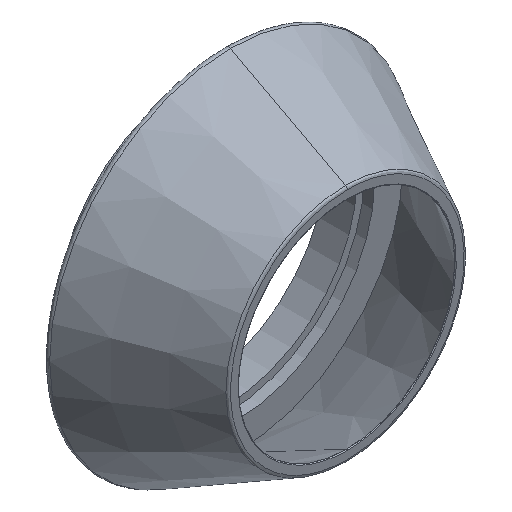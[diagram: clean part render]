
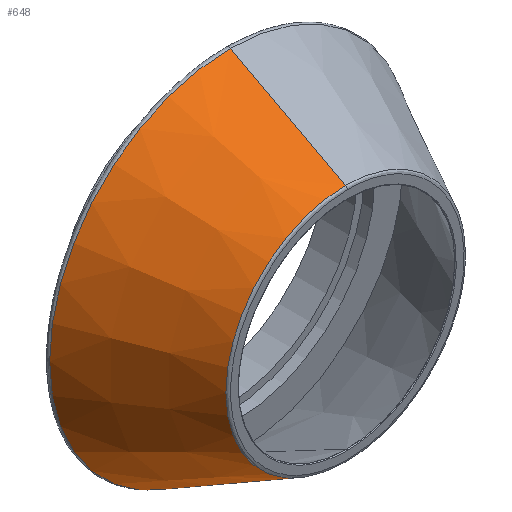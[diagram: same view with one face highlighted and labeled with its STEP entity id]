
A CAD part, isometric view. The second image highlights one B-rep face of the part: STEP entity #648.
In plain terms, the highlighted conical face has half-angle 27.897 degrees and reference radius 56.442 mm.
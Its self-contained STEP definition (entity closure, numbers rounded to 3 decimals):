
#37 = VERTEX_POINT ( 'NONE', #217 ) ;
#64 = DIRECTION ( 'NONE',  ( 0., 1., 0. ) ) ;
#74 = CARTESIAN_POINT ( 'NONE',  ( 0., -2.632, -56.442 ) ) ;
#88 = CARTESIAN_POINT ( 'NONE',  ( 0., -2.632, -56.442 ) ) ;
#128 = CIRCLE ( 'NONE', #1549, 37.384 ) ;
#210 = CARTESIAN_POINT ( 'NONE',  ( 0., -2.632, 0. ) ) ;
#217 = CARTESIAN_POINT ( 'NONE',  ( 0., -38.632, -37.384 ) ) ;
#230 = ORIENTED_EDGE ( 'NONE', *, *, #1151, .F. ) ;
#250 = CONICAL_SURFACE ( 'NONE', #864, 56.442, 0.487 ) ;
#327 = CARTESIAN_POINT ( 'NONE',  ( 0., -2.632, 0. ) ) ;
#459 = DIRECTION ( 'NONE',  ( 0., 0., 1. ) ) ;
#473 = CARTESIAN_POINT ( 'NONE',  ( 0., -2.632, 56.442 ) ) ;
#484 = DIRECTION ( 'NONE',  ( 0., 0.884, -0.468 ) ) ;
#547 = VECTOR ( 'NONE', #1108, 1000. ) ;
#562 = VERTEX_POINT ( 'NONE', #1585 ) ;
#578 = CARTESIAN_POINT ( 'NONE',  ( 0., -38.632, 0. ) ) ;
#638 = VERTEX_POINT ( 'NONE', #74 ) ;
#648 = ADVANCED_FACE ( 'NONE', ( #1047 ), #250, .T. ) ;
#679 = CARTESIAN_POINT ( 'NONE',  ( 0., -38.632, 37.384 ) ) ;
#702 = DIRECTION ( 'NONE',  ( 0., 0., 1. ) ) ;
#784 = EDGE_CURVE ( 'NONE', #1226, #37, #128, .T. ) ;
#860 = VECTOR ( 'NONE', #484, 1000. ) ;
#864 = AXIS2_PLACEMENT_3D ( 'NONE', #210, #64, #973 ) ;
#927 = ORIENTED_EDGE ( 'NONE', *, *, #1182, .T. ) ;
#952 = ORIENTED_EDGE ( 'NONE', *, *, #784, .F. ) ;
#973 = DIRECTION ( 'NONE',  ( 0., 0., 1. ) ) ;
#1047 = FACE_OUTER_BOUND ( 'NONE', #1558, .T. ) ;
#1088 = EDGE_CURVE ( 'NONE', #1226, #562, #1241, .T. ) ;
#1108 = DIRECTION ( 'NONE',  ( 0., 0.884, 0.468 ) ) ;
#1131 = CIRCLE ( 'NONE', #1485, 56.442 ) ;
#1151 = EDGE_CURVE ( 'NONE', #37, #638, #1190, .T. ) ;
#1182 = EDGE_CURVE ( 'NONE', #562, #638, #1131, .T. ) ;
#1190 = LINE ( 'NONE', #88, #860 ) ;
#1223 = DIRECTION ( 'NONE',  ( 0., -1., 0. ) ) ;
#1226 = VERTEX_POINT ( 'NONE', #679 ) ;
#1241 = LINE ( 'NONE', #473, #547 ) ;
#1285 = ORIENTED_EDGE ( 'NONE', *, *, #1088, .T. ) ;
#1455 = DIRECTION ( 'NONE',  ( 0., -1., 0. ) ) ;
#1485 = AXIS2_PLACEMENT_3D ( 'NONE', #327, #1223, #459 ) ;
#1549 = AXIS2_PLACEMENT_3D ( 'NONE', #578, #1455, #702 ) ;
#1558 = EDGE_LOOP ( 'NONE', ( #230, #952, #1285, #927 ) ) ;
#1585 = CARTESIAN_POINT ( 'NONE',  ( 0., -2.632, 56.442 ) ) ;
